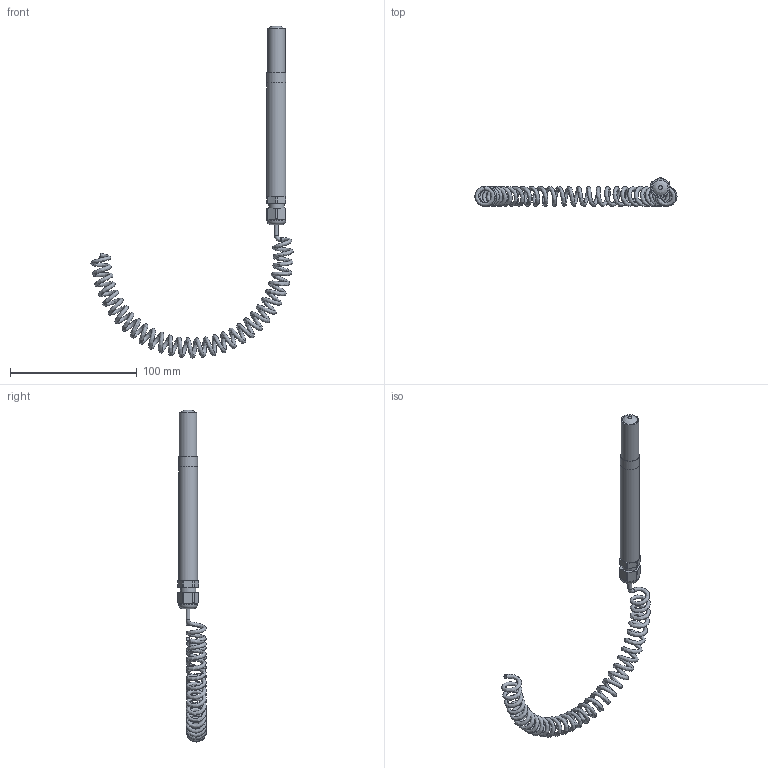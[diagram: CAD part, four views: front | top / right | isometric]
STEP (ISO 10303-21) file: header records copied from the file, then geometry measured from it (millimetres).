
FILE_DESCRIPTION(/* description */ (''),/* implementation_level */ '2;1');
FILE_NAME(/* name */ 'rys_Pi-x000Sxx_APONE.step',/* time_stamp */ '2021-08-02T08:44:06+02:00',/* author */ (''),/* organization */ (''),/* preprocessor_version */ 'ST-DEVELOPER v18.1',/* originating_system */ 'Autodesk Translation Framework v10.9.0.1377',/* authorisation */ '');
FILE_SCHEMA (('AUTOMOTIVE_DESIGN { 1 0 10303 214 3 1 1 }'));
Length unit declared in the file: millimetre
Products named in the file (6): Pi-x000S; Pi-xxx0S; M12_dlawnica; Przewod spiralny; Component3; Filtr_R1
Assembly tree (5 placements, depth 4):
  Pi-x000S
    Pi-xxx0S
      M12_dlawnica
      Przewod spiralny
        Component3
    Filtr_R1
Bounding box: 159.68 x 22.79 x 262.29 mm (x, y, z)
Volume: 25313.4 mm3; surface area: 24905.6 mm2
Topology: 5 solids, 5 shells, 77 faces, 160 edges, 101 vertices
Faces by surface type: plane 30, cylinder 24, cone 16, torus 5, bspline 2
Full cylindrical faces by diameter (mm): 3 x2, 4 x1, 5.5 x1, 9.957 x1, 12 x3, 14 x1, 15 x3
Entity records: 9378 total; most frequent: CARTESIAN_POINT 7573, DIRECTION 390, ORIENTED_EDGE 320, AXIS2_PLACEMENT_3D 169, EDGE_CURVE 160, VERTEX_POINT 101, EDGE_LOOP 89, CIRCLE 83
